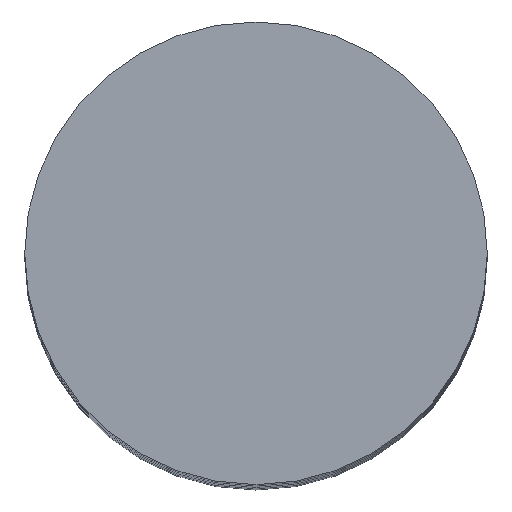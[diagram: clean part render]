
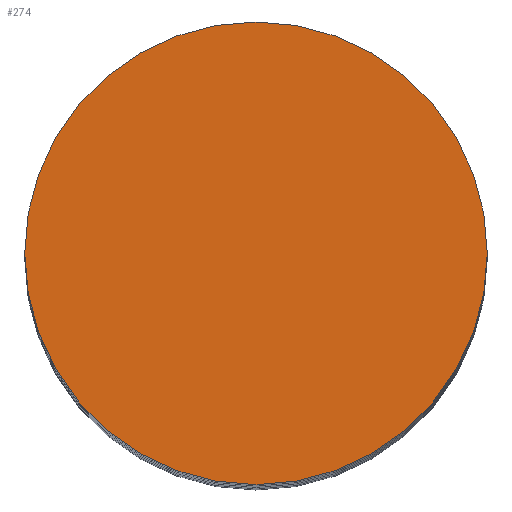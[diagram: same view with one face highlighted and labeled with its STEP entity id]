
A CAD part, top view. The second image highlights one B-rep face of the part: STEP entity #274.
In plain terms, the highlighted planar face has unit normal (0, 0, 1).
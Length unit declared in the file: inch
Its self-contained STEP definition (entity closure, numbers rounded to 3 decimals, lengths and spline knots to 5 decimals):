
#28 = DIRECTION ( 'NONE',  ( 0., 0., 1. ) ) ;
#33 = DIRECTION ( 'NONE',  ( 1., 0., 0. ) ) ;
#40 = VERTEX_POINT ( 'NONE', #139 ) ;
#44 = CARTESIAN_POINT ( 'NONE',  ( 0., 0., 0. ) ) ;
#46 = EDGE_CURVE ( 'NONE', #601, #40, #138, .T. ) ;
#84 = CARTESIAN_POINT ( 'NONE',  ( -0.1875, 0., 0. ) ) ;
#88 = ORIENTED_EDGE ( 'NONE', *, *, #409, .T. ) ;
#102 = AXIS2_PLACEMENT_3D ( 'NONE', #265, #359, #582 ) ;
#138 = CIRCLE ( 'NONE', #622, 0.1875 ) ;
#139 = CARTESIAN_POINT ( 'NONE',  ( 0.1875, 0., 0. ) ) ;
#188 = AXIS2_PLACEMENT_3D ( 'NONE', #545, #224, #660 ) ;
#224 = DIRECTION ( 'NONE',  ( 0., 0., 1. ) ) ;
#265 = CARTESIAN_POINT ( 'NONE',  ( 0., 0.1875, 0. ) ) ;
#274 = ADVANCED_FACE ( 'NONE', ( #534 ), #416, .T. ) ;
#359 = DIRECTION ( 'NONE',  ( 0., 0., 1. ) ) ;
#409 = EDGE_CURVE ( 'NONE', #40, #601, #511, .T. ) ;
#416 = PLANE ( 'NONE',  #102 ) ;
#421 = EDGE_LOOP ( 'NONE', ( #88, #581 ) ) ;
#511 = CIRCLE ( 'NONE', #188, 0.1875 ) ;
#534 = FACE_OUTER_BOUND ( 'NONE', #421, .T. ) ;
#545 = CARTESIAN_POINT ( 'NONE',  ( 0., 0., 0. ) ) ;
#581 = ORIENTED_EDGE ( 'NONE', *, *, #46, .T. ) ;
#582 = DIRECTION ( 'NONE',  ( -1., 0., 0. ) ) ;
#601 = VERTEX_POINT ( 'NONE', #84 ) ;
#622 = AXIS2_PLACEMENT_3D ( 'NONE', #44, #28, #33 ) ;
#660 = DIRECTION ( 'NONE',  ( 1., 0., 0. ) ) ;
